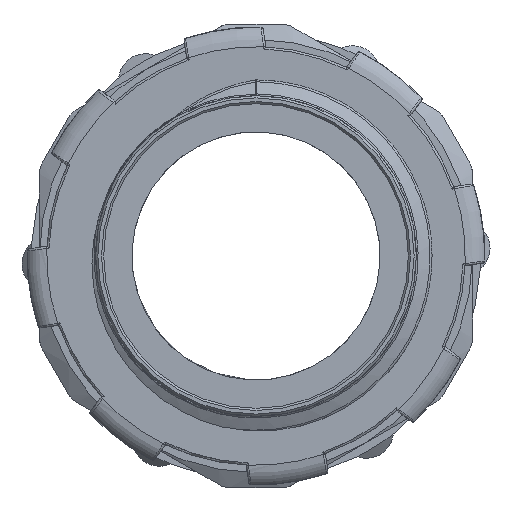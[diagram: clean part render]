
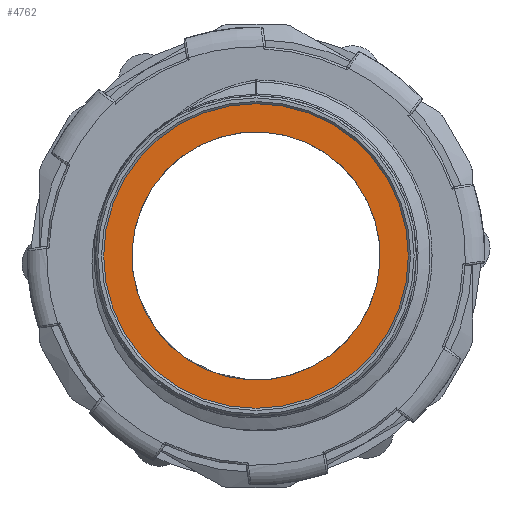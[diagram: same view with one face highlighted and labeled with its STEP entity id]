
A CAD part, front view. The second image highlights one B-rep face of the part: STEP entity #4762.
In plain terms, the highlighted planar face has unit normal (0, -1, 0).
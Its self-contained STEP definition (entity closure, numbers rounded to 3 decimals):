
#236=FACE_BOUND('',#836,.T.);
#248=PLANE('',#5093);
#295=CIRCLE('',#5094,14.3);
#296=CIRCLE('',#5095,11.65);
#531=FACE_OUTER_BOUND('',#835,.T.);
#835=EDGE_LOOP('',(#2938));
#836=EDGE_LOOP('',(#2939));
#1754=VERTEX_POINT('',#6925);
#1755=VERTEX_POINT('',#6927);
#2198=EDGE_CURVE('',#1754,#1754,#295,.T.);
#2199=EDGE_CURVE('',#1755,#1755,#296,.T.);
#2938=ORIENTED_EDGE('',*,*,#2198,.F.);
#2939=ORIENTED_EDGE('',*,*,#2199,.T.);
#4762=ADVANCED_FACE('',(#531,#236),#248,.F.);
#5093=AXIS2_PLACEMENT_3D('',#6924,#5540,#5541);
#5094=AXIS2_PLACEMENT_3D('',#6926,#5542,#5543);
#5095=AXIS2_PLACEMENT_3D('',#6928,#5544,#5545);
#5540=DIRECTION('center_axis',(0.,1.,0.));
#5541=DIRECTION('ref_axis',(0.,0.,1.));
#5542=DIRECTION('center_axis',(0.,1.,0.));
#5543=DIRECTION('ref_axis',(1.,0.,0.));
#5544=DIRECTION('center_axis',(0.,1.,0.));
#5545=DIRECTION('ref_axis',(1.,0.,0.));
#6924=CARTESIAN_POINT('Origin',(0.,11.9,0.));
#6925=CARTESIAN_POINT('',(14.3,11.9,0.));
#6926=CARTESIAN_POINT('Origin',(0.,11.9,0.));
#6927=CARTESIAN_POINT('',(-6.41,11.9,-9.728));
#6928=CARTESIAN_POINT('Origin',(0.,11.9,0.));
